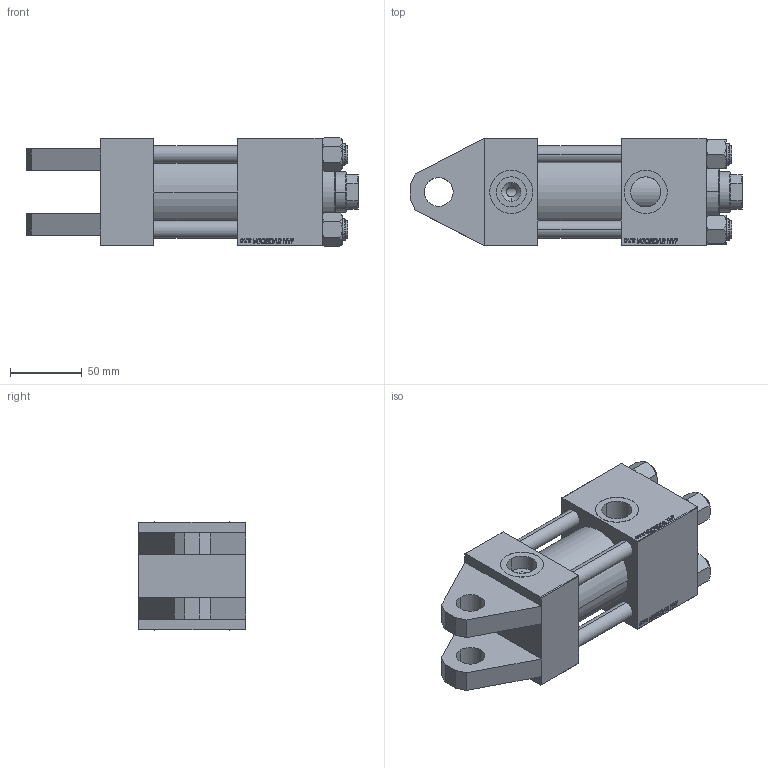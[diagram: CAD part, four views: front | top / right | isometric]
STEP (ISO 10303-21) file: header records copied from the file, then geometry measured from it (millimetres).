
FILE_DESCRIPTION (( 'STEP AP203' ), '1' );
FILE_NAME ('f64e.STEP', '2022-04-14T23:36:39', ( '' ), ( '' ), 'SwSTEP 2.0', 'SolidWorks 2019', '' );
FILE_SCHEMA (( 'CONFIG_CONTROL_DESIGN' ));
Length unit declared in the file: millimetre
Products named in the file (6): f64e; V215CR_TYCINKA_H 0438469ffa87f39ced950a2f17aff85e; V215_VC_A 0438469ffa87f39ced950a2f17aff85e; V215CR_VCP_H 0438469ffa87f39ced950a2f17aff85e; V215CR_H_Body 0438469ffa87f39ced950a2f17aff85e; NUT_M5_H 0438469ffa87f39ced950a2f17aff85e
Assembly tree (11 placements, depth 2):
  f64e
    V215CR_H_Body 0438469ffa87f39ced950a2f17aff85e
    V215CR_VCP_H 0438469ffa87f39ced950a2f17aff85e
    V215CR_TYCINKA_H 0438469ffa87f39ced950a2f17aff85e  x4
    NUT_M5_H 0438469ffa87f39ced950a2f17aff85e  x4
    V215_VC_A 0438469ffa87f39ced950a2f17aff85e
Bounding box: 231 x 75 x 75.54 mm (x, y, z)
Volume: 746295.8 mm3; surface area: 166512 mm2
Topology: 11 solids, 11 shells, 1137 faces, 2856 edges, 1849 vertices
Faces by surface type: plane 518, bspline 392, cone 132, cylinder 87, torus 8
Entity records: 49928 total; most frequent: CARTESIAN_POINT 27059, ORIENTED_EDGE 5196, DIRECTION 3250, EDGE_CURVE 2598, VERTEX_POINT 1705, LINE 1578, VECTOR 1578, EDGE_LOOP 1145
